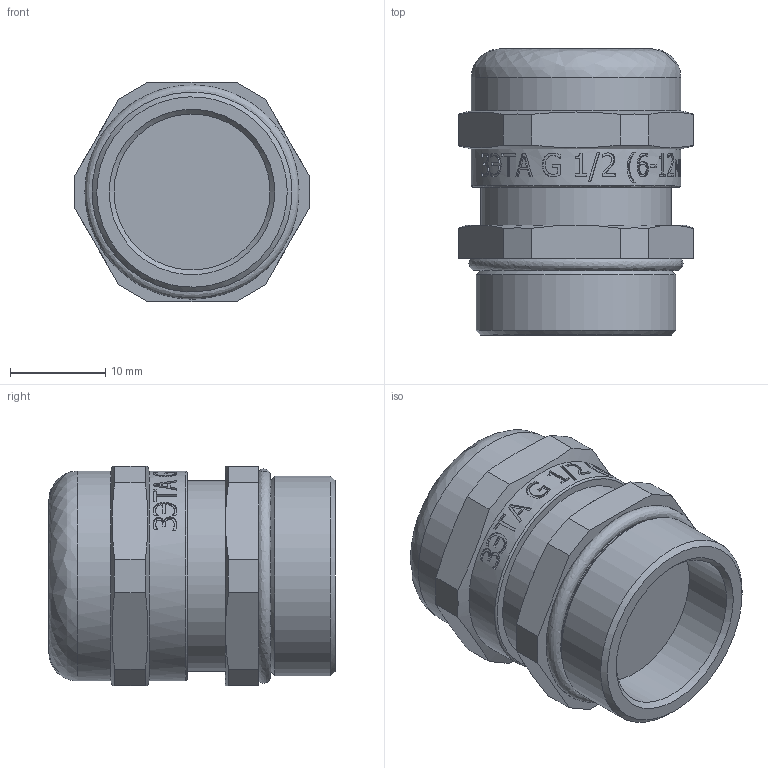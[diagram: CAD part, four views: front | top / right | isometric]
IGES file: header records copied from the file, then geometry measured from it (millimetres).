
Global section: file name: 3 КВ-G 1_2 (6-12мм); native system: Autodesk Inventor 2015; preprocessor: unknown; author: zeta-23; date: 20161028.211327; units: millimetre
Bounding box: 24.56 x 30 x 23 mm (x, y, z)
Volume: 9868.9 mm3; surface area: 3495.2 mm2
Topology: 1 solids, 1 shells, 284 faces, 788 edges, 528 vertices
Faces by surface type: bspline 284
